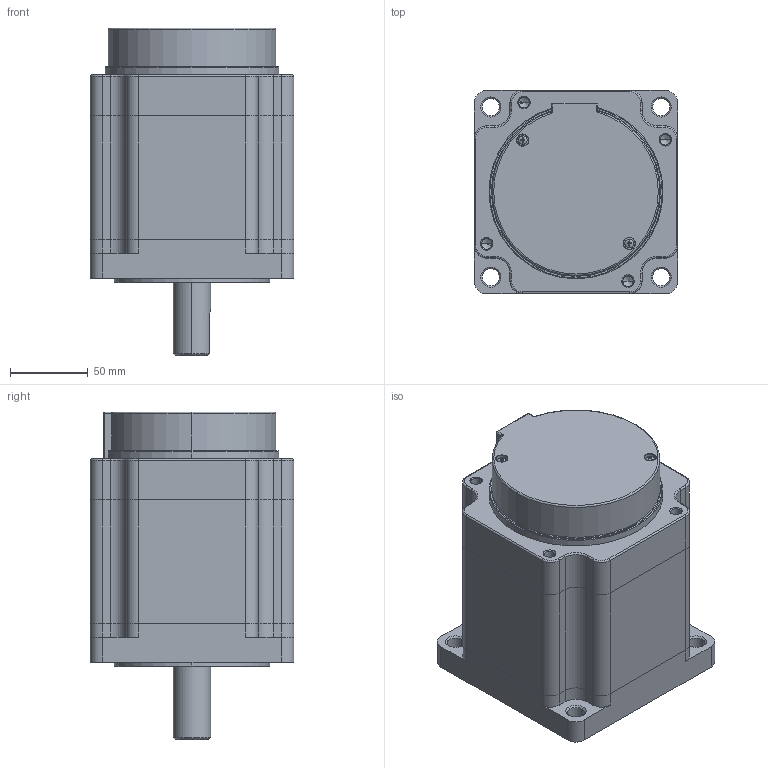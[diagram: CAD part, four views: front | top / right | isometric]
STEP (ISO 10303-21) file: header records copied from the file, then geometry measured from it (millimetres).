
FILE_DESCRIPTION (( 'STEP AP214' ), '1' );
FILE_NAME ('130H3161-7003A.STEP', '2021-12-30T06:45:00', ( '' ), ( '' ), 'SwSTEP 2.0', 'SolidWorks 2020', '' );
FILE_SCHEMA (( 'AUTOMOTIVE_DESIGN' ));
Length unit declared in the file: millimetre
Products named in the file (11): 130源倛祭輛ヶ傷裔; 130源倛祭輛儂旯; circlips for holes--type a gb_GB_CONNECTING_PIECE_RING_RRH 52; 粣創躇猾; 130源倛祭輛綴欶; 130源倛祭輛堤粣; hexagon socket head cap screws gb_GB_FASTENER_SCREWS_HSHCS M8X35-N; 130源倛祭輛綴傷裔; deep groove ball bearings gb_Rolling bearings 6205 GB 276-94; cross recessed pan head screws gb_GB_CROSS_SCREWS_TYPE1 M3X10-10  H type-N; 130H3161-7003A
Assembly tree (14 placements, depth 2):
  130H3161-7003A
    130源倛祭輛綴傷裔
    130源倛祭輛綴欶
    130源倛祭輛儂旯
    130源倛祭輛ヶ傷裔
    130源倛祭輛堤粣
    deep groove ball bearings gb_Rolling bearings 6205 GB 276-94
    circlips for holes--type a gb_GB_CONNECTING_PIECE_RING_RRH 52
    hexagon socket head cap screws gb_GB_FASTENER_SCREWS_HSHCS M8X35-N  x4
    cross recessed pan head screws gb_GB_CROSS_SCREWS_TYPE1 M3X10-10  H type-N  x2
    粣創躇猾
Bounding box: 131 x 131 x 211 mm (x, y, z)
Volume: 1483105.3 mm3; surface area: 241256.3 mm2
Topology: 14 solids, 14 shells, 590 faces, 1690 edges, 1068 vertices
Faces by surface type: cylinder 209, plane 167, torus 103, cone 71, sphere 38, bspline 2
Entity records: 18610 total; most frequent: CARTESIAN_POINT 4462, DIRECTION 2767, ORIENTED_EDGE 2684, EDGE_CURVE 1342, AXIS2_PLACEMENT_3D 1166, VERTEX_POINT 861, CIRCLE 661, EDGE_LOOP 555
